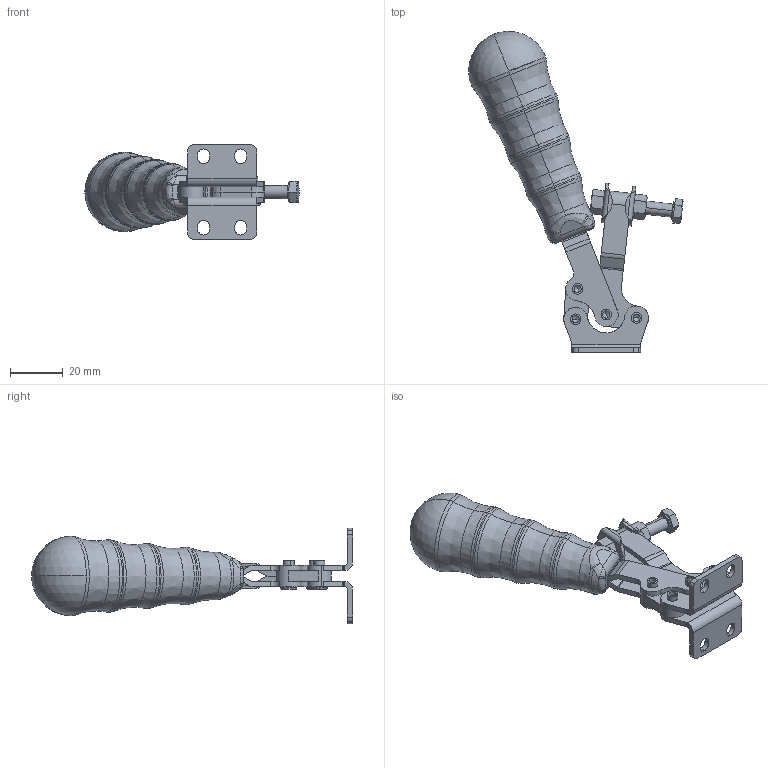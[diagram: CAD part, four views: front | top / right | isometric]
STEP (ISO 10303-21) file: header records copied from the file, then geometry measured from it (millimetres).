
FILE_DESCRIPTION((''),'2;1');
FILE_NAME('111.0-opened.stp','2005-09-27T15:14:32',('Kysilko'),(''),'Autodesk Inventor 8','Autodesk Inventor 8','');
FILE_SCHEMA(('AUTOMOTIVE_DESIGN { 1 0 10303 214 1 1 1 1 }'));
Length unit declared in the file: millimetre
Products named in the file (1): Part8
Bounding box: 80.88 x 121.2 x 36 mm (x, y, z)
Volume: 43417.2 mm3; surface area: 16061.4 mm2
Topology: 1 solids, 2 shells, 403 faces, 1061 edges, 653 vertices
Faces by surface type: bspline 132, cylinder 94, plane 94, cone 65, sphere 10, torus 8
Entity records: 20236 total; most frequent: CARTESIAN_POINT 10704, ORIENTED_EDGE 2086, DIRECTION 1956, EDGE_CURVE 1043, AXIS2_PLACEMENT_3D 766, VERTEX_POINT 653, CIRCLE 492, EDGE_LOOP 436
